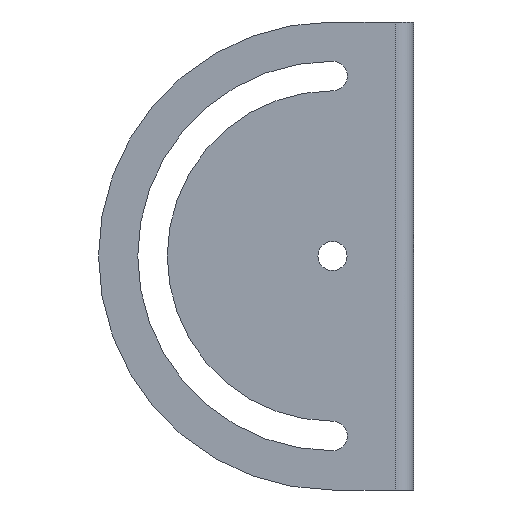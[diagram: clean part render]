
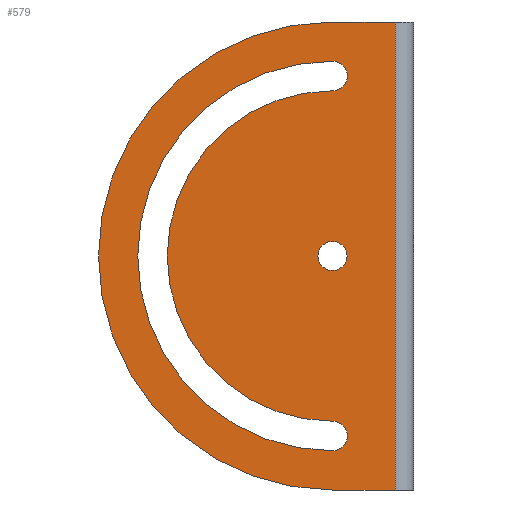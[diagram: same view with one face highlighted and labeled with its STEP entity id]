
A CAD part, left-side view. The second image highlights one B-rep face of the part: STEP entity #579.
In plain terms, the highlighted planar face has unit normal (-1, 0, 0).
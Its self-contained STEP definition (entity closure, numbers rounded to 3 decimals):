
#18=FACE_BOUND('',#76,.T.);
#19=FACE_BOUND('',#77,.T.);
#26=PLANE('',#633);
#42=FACE_OUTER_BOUND('',#75,.T.);
#75=EDGE_LOOP('',(#419,#420,#421,#422,#423));
#76=EDGE_LOOP('',(#424,#425,#426,#427,#428,#429));
#77=EDGE_LOOP('',(#430,#431));
#110=LINE('',#890,#155);
#124=LINE('',#944,#169);
#125=LINE('',#946,#170);
#155=VECTOR('',#707,17.5);
#169=VECTOR('',#759,17.5);
#170=VECTOR('',#762,130.);
#189=CIRCLE('',#602,54.1);
#191=CIRCLE('',#605,45.9);
#193=CIRCLE('',#608,65.);
#195=CIRCLE('',#611,4.05);
#212=CIRCLE('',#634,65.);
#213=CIRCLE('',#635,4.1);
#214=CIRCLE('',#636,45.9);
#215=CIRCLE('',#637,4.1);
#216=CIRCLE('',#638,54.1);
#217=CIRCLE('',#639,4.05);
#225=VERTEX_POINT('',#845);
#226=VERTEX_POINT('',#846);
#229=VERTEX_POINT('',#854);
#230=VERTEX_POINT('',#855);
#233=VERTEX_POINT('',#863);
#234=VERTEX_POINT('',#864);
#237=VERTEX_POINT('',#872);
#238=VERTEX_POINT('',#873);
#245=VERTEX_POINT('',#888);
#265=VERTEX_POINT('',#942);
#266=VERTEX_POINT('',#943);
#267=VERTEX_POINT('',#947);
#268=VERTEX_POINT('',#950);
#279=EDGE_CURVE('',#225,#226,#189,.T.);
#283=EDGE_CURVE('',#229,#230,#191,.T.);
#287=EDGE_CURVE('',#233,#234,#193,.T.);
#291=EDGE_CURVE('',#237,#238,#195,.T.);
#299=EDGE_CURVE('',#234,#245,#110,.T.);
#327=EDGE_CURVE('',#265,#266,#124,.T.);
#328=EDGE_CURVE('',#265,#233,#212,.T.);
#329=EDGE_CURVE('',#266,#245,#125,.T.);
#330=EDGE_CURVE('',#226,#267,#213,.T.);
#331=EDGE_CURVE('',#267,#229,#214,.T.);
#332=EDGE_CURVE('',#230,#268,#215,.T.);
#333=EDGE_CURVE('',#268,#225,#216,.T.);
#334=EDGE_CURVE('',#238,#237,#217,.T.);
#419=ORIENTED_EDGE('',*,*,#327,.F.);
#420=ORIENTED_EDGE('',*,*,#328,.T.);
#421=ORIENTED_EDGE('',*,*,#287,.T.);
#422=ORIENTED_EDGE('',*,*,#299,.T.);
#423=ORIENTED_EDGE('',*,*,#329,.F.);
#424=ORIENTED_EDGE('',*,*,#330,.T.);
#425=ORIENTED_EDGE('',*,*,#331,.T.);
#426=ORIENTED_EDGE('',*,*,#283,.T.);
#427=ORIENTED_EDGE('',*,*,#332,.T.);
#428=ORIENTED_EDGE('',*,*,#333,.T.);
#429=ORIENTED_EDGE('',*,*,#279,.T.);
#430=ORIENTED_EDGE('',*,*,#334,.T.);
#431=ORIENTED_EDGE('',*,*,#291,.T.);
#579=ADVANCED_FACE('',(#42,#18,#19),#26,.F.);
#602=AXIS2_PLACEMENT_3D('',#847,#670,#671);
#605=AXIS2_PLACEMENT_3D('',#856,#678,#679);
#608=AXIS2_PLACEMENT_3D('',#865,#686,#687);
#611=AXIS2_PLACEMENT_3D('',#874,#694,#695);
#633=AXIS2_PLACEMENT_3D('',#941,#757,#758);
#634=AXIS2_PLACEMENT_3D('',#945,#760,#761);
#635=AXIS2_PLACEMENT_3D('',#948,#763,#764);
#636=AXIS2_PLACEMENT_3D('',#949,#765,#766);
#637=AXIS2_PLACEMENT_3D('',#951,#767,#768);
#638=AXIS2_PLACEMENT_3D('',#952,#769,#770);
#639=AXIS2_PLACEMENT_3D('',#953,#771,#772);
#670=DIRECTION('center_axis',(1.,0.,0.));
#671=DIRECTION('ref_axis',(0.,1.,0.));
#678=DIRECTION('center_axis',(-1.,0.,0.));
#679=DIRECTION('ref_axis',(0.,1.,0.));
#686=DIRECTION('center_axis',(-1.,0.,0.));
#687=DIRECTION('ref_axis',(0.,1.,0.));
#694=DIRECTION('center_axis',(1.,0.,0.));
#695=DIRECTION('ref_axis',(0.,1.,0.));
#707=DIRECTION('',(0.,-1.,0.));
#757=DIRECTION('center_axis',(1.,0.,0.));
#758=DIRECTION('ref_axis',(0.,1.,0.));
#759=DIRECTION('',(0.,-1.,0.));
#760=DIRECTION('center_axis',(-1.,0.,0.));
#761=DIRECTION('ref_axis',(0.,1.,0.));
#762=DIRECTION('',(0.,0.,-1.));
#763=DIRECTION('center_axis',(1.,0.,0.));
#764=DIRECTION('ref_axis',(0.,1.,0.));
#765=DIRECTION('center_axis',(-1.,0.,0.));
#766=DIRECTION('ref_axis',(0.,1.,0.));
#767=DIRECTION('center_axis',(1.,0.,0.));
#768=DIRECTION('ref_axis',(0.,1.,0.));
#769=DIRECTION('center_axis',(1.,0.,0.));
#770=DIRECTION('ref_axis',(0.,1.,0.));
#771=DIRECTION('center_axis',(1.,0.,0.));
#772=DIRECTION('ref_axis',(0.,1.,0.));
#845=CARTESIAN_POINT('',(0.,76.6,0.));
#846=CARTESIAN_POINT('',(0.,22.5,54.1));
#847=CARTESIAN_POINT('Origin',(0.,22.5,0.));
#854=CARTESIAN_POINT('',(0.,68.4,0.));
#855=CARTESIAN_POINT('',(0.,22.5,-45.9));
#856=CARTESIAN_POINT('Origin',(0.,22.5,0.));
#863=CARTESIAN_POINT('',(0.,87.5,0.));
#864=CARTESIAN_POINT('',(0.,22.5,-65.));
#865=CARTESIAN_POINT('Origin',(0.,22.5,0.));
#872=CARTESIAN_POINT('',(0.,18.45,0.));
#873=CARTESIAN_POINT('',(0.,26.55,0.));
#874=CARTESIAN_POINT('Origin',(0.,22.5,0.));
#888=CARTESIAN_POINT('',(0.,5.,-65.));
#890=CARTESIAN_POINT('',(0.,5.,-65.));
#941=CARTESIAN_POINT('Origin',(0.,5.,65.));
#942=CARTESIAN_POINT('',(0.,22.5,65.));
#943=CARTESIAN_POINT('',(0.,5.,65.));
#944=CARTESIAN_POINT('',(0.,5.,65.));
#945=CARTESIAN_POINT('Origin',(0.,22.5,0.));
#946=CARTESIAN_POINT('',(0.,5.,65.));
#947=CARTESIAN_POINT('',(0.,22.5,45.9));
#948=CARTESIAN_POINT('Origin',(0.,22.5,50.));
#949=CARTESIAN_POINT('Origin',(0.,22.5,0.));
#950=CARTESIAN_POINT('',(0.,22.5,-54.1));
#951=CARTESIAN_POINT('Origin',(0.,22.5,-50.));
#952=CARTESIAN_POINT('Origin',(0.,22.5,0.));
#953=CARTESIAN_POINT('Origin',(0.,22.5,0.));
